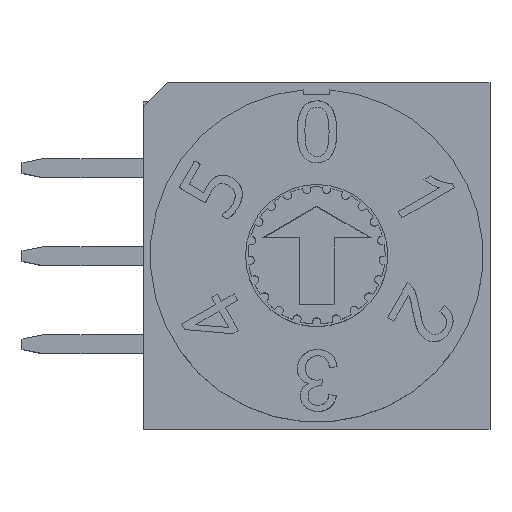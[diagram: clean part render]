
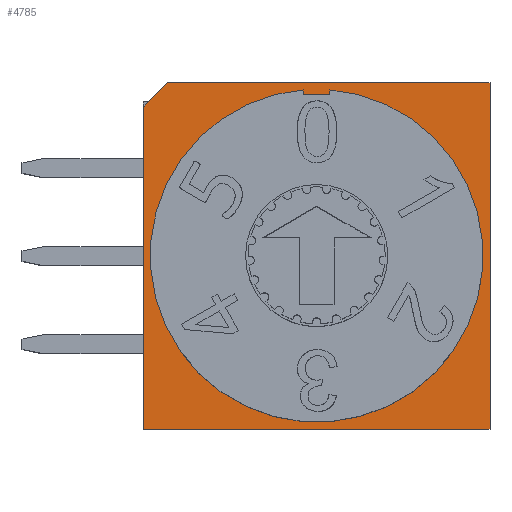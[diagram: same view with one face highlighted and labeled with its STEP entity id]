
A CAD part, top view. The second image highlights one B-rep face of the part: STEP entity #4785.
In plain terms, the highlighted planar face has unit normal (0, 0, 1).
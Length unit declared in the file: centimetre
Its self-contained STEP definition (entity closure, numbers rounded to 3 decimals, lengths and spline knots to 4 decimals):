
#176=FACE_BOUND('',#854,.T.);
#328=PLANE('',#5095);
#581=FACE_OUTER_BOUND('',#853,.T.);
#853=EDGE_LOOP('',(#4446,#4447,#4448,#4449,#4450));
#854=EDGE_LOOP('',(#4451,#4452,#4453,#4454));
#1355=LINE('',#8275,#1860);
#1357=LINE('',#8279,#1862);
#1358=LINE('',#8281,#1863);
#1359=LINE('',#8283,#1864);
#1360=LINE('',#8284,#1865);
#1361=LINE('',#8287,#1866);
#1362=LINE('',#8291,#1867);
#1363=LINE('',#8292,#1868);
#1860=VECTOR('',#6163,1.);
#1862=VECTOR('',#6167,1.);
#1863=VECTOR('',#6168,1.);
#1864=VECTOR('',#6169,1.);
#1865=VECTOR('',#6170,1.);
#1866=VECTOR('',#6171,1.);
#1867=VECTOR('',#6174,1.);
#1868=VECTOR('',#6175,1.);
#1964=CIRCLE('',#5096,0.48);
#2414=VERTEX_POINT('',#8272);
#2415=VERTEX_POINT('',#8274);
#2416=VERTEX_POINT('',#8278);
#2417=VERTEX_POINT('',#8280);
#2418=VERTEX_POINT('',#8282);
#2419=VERTEX_POINT('',#8285);
#2420=VERTEX_POINT('',#8286);
#2421=VERTEX_POINT('',#8288);
#2422=VERTEX_POINT('',#8290);
#3096=EDGE_CURVE('',#2415,#2414,#1355,.T.);
#3098=EDGE_CURVE('',#2416,#2414,#1357,.T.);
#3099=EDGE_CURVE('',#2417,#2416,#1358,.T.);
#3100=EDGE_CURVE('',#2418,#2417,#1359,.T.);
#3101=EDGE_CURVE('',#2415,#2418,#1360,.T.);
#3102=EDGE_CURVE('',#2419,#2420,#1361,.T.);
#3103=EDGE_CURVE('',#2420,#2421,#1964,.T.);
#3104=EDGE_CURVE('',#2421,#2422,#1362,.T.);
#3105=EDGE_CURVE('',#2422,#2419,#1363,.T.);
#4446=ORIENTED_EDGE('',*,*,#3096,.T.);
#4447=ORIENTED_EDGE('',*,*,#3098,.F.);
#4448=ORIENTED_EDGE('',*,*,#3099,.F.);
#4449=ORIENTED_EDGE('',*,*,#3100,.F.);
#4450=ORIENTED_EDGE('',*,*,#3101,.F.);
#4451=ORIENTED_EDGE('',*,*,#3102,.T.);
#4452=ORIENTED_EDGE('',*,*,#3103,.T.);
#4453=ORIENTED_EDGE('',*,*,#3104,.T.);
#4454=ORIENTED_EDGE('',*,*,#3105,.T.);
#4785=ADVANCED_FACE('',(#581,#176),#328,.T.);
#5095=AXIS2_PLACEMENT_3D('',#8277,#6165,#6166);
#5096=AXIS2_PLACEMENT_3D('',#8289,#6172,#6173);
#6163=DIRECTION('',(-0.707,-0.707,0.));
#6165=DIRECTION('center_axis',(0.,0.,
1.));
#6166=DIRECTION('ref_axis',(1.,0.,0.));
#6167=DIRECTION('',(0.,1.,0.));
#6168=DIRECTION('',(-1.,0.,0.));
#6169=DIRECTION('',(0.,-1.,0.));
#6170=DIRECTION('',(1.,0.,0.));
#6171=DIRECTION('',(0.,1.,0.));
#6172=DIRECTION('center_axis',(0.,0.,
-1.));
#6173=DIRECTION('ref_axis',(0.079,-0.997,0.));
#6174=DIRECTION('',(0.,-1.,0.));
#6175=DIRECTION('',(1.,0.,0.));
#8272=CARTESIAN_POINT('',(-0.5,0.4293,0.1925));
#8274=CARTESIAN_POINT('',(-0.4293,0.5,0.1925));
#8275=CARTESIAN_POINT('',(-0.4823,0.447,0.1925));
#8277=CARTESIAN_POINT('Origin',(0.,0.,
0.1925));
#8278=CARTESIAN_POINT('',(-0.5,-0.5,0.1925));
#8279=CARTESIAN_POINT('',(-0.5,0.5,0.1925));
#8280=CARTESIAN_POINT('',(0.5,-0.5,0.1925));
#8281=CARTESIAN_POINT('',(-0.5,-0.5,0.1925));
#8282=CARTESIAN_POINT('',(0.5,0.5,0.1925));
#8283=CARTESIAN_POINT('',(0.5,-0.5,0.1925));
#8284=CARTESIAN_POINT('',(0.5,0.5,0.1925));
#8285=CARTESIAN_POINT('',(0.038,0.4644,0.1925));
#8286=CARTESIAN_POINT('',(0.038,0.4785,0.1925));
#8287=CARTESIAN_POINT('',(0.038,0.2322,0.1925));
#8288=CARTESIAN_POINT('',(-0.038,0.4785,0.1925));
#8289=CARTESIAN_POINT('Origin',(0.,0.,
0.1925));
#8290=CARTESIAN_POINT('',(-0.038,0.4644,0.1925));
#8291=CARTESIAN_POINT('',(-0.038,0.2392,0.1925));
#8292=CARTESIAN_POINT('',(-0.019,0.4644,0.1925));
